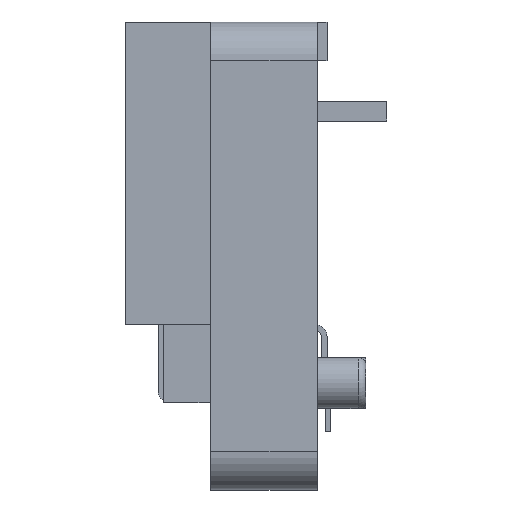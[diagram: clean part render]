
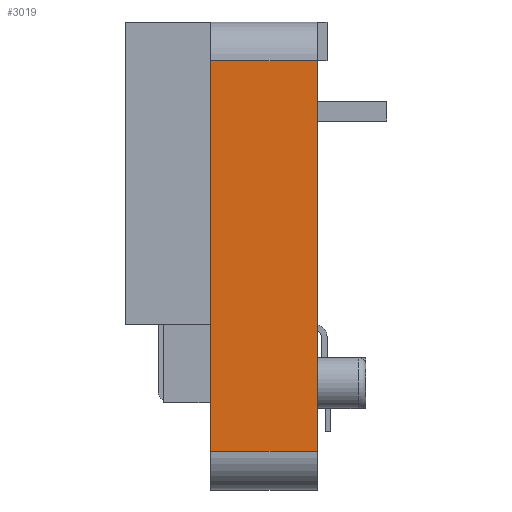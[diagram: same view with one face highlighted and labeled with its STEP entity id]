
A CAD part, left-side view. The second image highlights one B-rep face of the part: STEP entity #3019.
In plain terms, the highlighted planar face has unit normal (-1, 0, 0).
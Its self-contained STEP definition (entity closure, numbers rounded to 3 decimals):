
#3019 = ADVANCED_FACE( '', ( #6419 ), #6420, .F. );
#6419 = FACE_OUTER_BOUND( '', #10198, .T. );
#6420 = PLANE( '', #10199 );
#10198 = EDGE_LOOP( '', ( #19874, #19875, #19876, #19877 ) );
#10199 = AXIS2_PLACEMENT_3D( '', #19878, #19879, #19880 );
#19874 = ORIENTED_EDGE( '', *, *, #27075, .T. );
#19875 = ORIENTED_EDGE( '', *, *, #24550, .F. );
#19876 = ORIENTED_EDGE( '', *, *, #25057, .F. );
#19877 = ORIENTED_EDGE( '', *, *, #27808, .T. );
#19878 = CARTESIAN_POINT( '', ( -12.3, 6.8, 2.75 ) );
#19879 = DIRECTION( '', ( 1., 0., 0. ) );
#19880 = DIRECTION( '', ( 0., 0., -1. ) );
#24550 = EDGE_CURVE( '', #30094, #30089, #30096, .T. );
#25057 = EDGE_CURVE( '', #30974, #30094, #30976, .T. );
#27075 = EDGE_CURVE( '', #34130, #30089, #34131, .T. );
#27808 = EDGE_CURVE( '', #30974, #34130, #35103, .T. );
#30089 = VERTEX_POINT( '', #38040 );
#30094 = VERTEX_POINT( '', #38046 );
#30096 = LINE( '', #38048, #38049 );
#30974 = VERTEX_POINT( '', #39301 );
#30976 = LINE( '', #39303, #39304 );
#34130 = VERTEX_POINT( '', #43919 );
#34131 = LINE( '', #43920, #43921 );
#35103 = LINE( '', #45362, #45363 );
#38040 = CARTESIAN_POINT( '', ( -12.3, -3.25, 0. ) );
#38046 = CARTESIAN_POINT( '', ( -12.3, -3.25, 2.75 ) );
#38048 = CARTESIAN_POINT( '', ( -12.3, -3.25, 2.75 ) );
#38049 = VECTOR( '', #47715, 1000. );
#39301 = CARTESIAN_POINT( '', ( -12.3, 6.8, 2.75 ) );
#39303 = CARTESIAN_POINT( '', ( -12.3, 6.8, 2.75 ) );
#39304 = VECTOR( '', #48219, 1000. );
#43919 = CARTESIAN_POINT( '', ( -12.3, 6.8, 0. ) );
#43920 = CARTESIAN_POINT( '', ( -12.3, 6.8, 0. ) );
#43921 = VECTOR( '', #50200, 1000. );
#45362 = CARTESIAN_POINT( '', ( -12.3, 6.8, 2.75 ) );
#45363 = VECTOR( '', #50853, 1000. );
#47715 = DIRECTION( '', ( 0., 0., -1. ) );
#48219 = DIRECTION( '', ( 0., -1., 0. ) );
#50200 = DIRECTION( '', ( 0., -1., 0. ) );
#50853 = DIRECTION( '', ( 0., 0., -1. ) );
